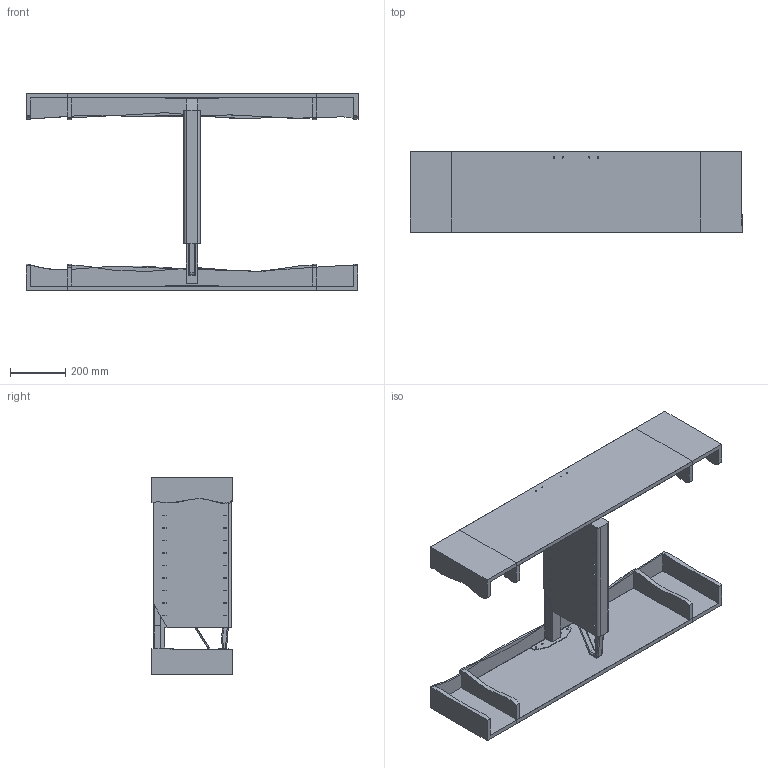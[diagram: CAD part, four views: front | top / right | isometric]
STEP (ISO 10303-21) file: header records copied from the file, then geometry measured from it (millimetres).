
FILE_DESCRIPTION(/* description */ (''),/* implementation_level */ '2;1');
FILE_NAME(/* name */ '3D_500-0184-XX.sat.ipt.stp',/* time_stamp */ '2023-06-20T11:26:12+02:00',/* author */ (''),/* organization */ (''),/* preprocessor_version */ 'ST-DEVELOPER v18.1',/* originating_system */ 'Autodesk Inventor 2021',/* authorisation */ '');
FILE_SCHEMA (('CONFIG_CONTROL_DESIGN'));
Length unit declared in the file: millimetre
Products named in the file (1): 3D_500-0184-XX.sat
Bounding box: 1200 x 291 x 712 mm (x, y, z)
Volume: 32229187.8 mm3; surface area: 3986254.7 mm2
Topology: 6 solids, 6 shells, 518 faces, 1291 edges, 853 vertices
Faces by surface type: plane 385, cylinder 69, bspline 60, torus 4
Full cylindrical faces by diameter (mm): 5 x16, 5.5 x8
Entity records: 18724 total; most frequent: CARTESIAN_POINT 6410, ORIENTED_EDGE 2582, DIRECTION 2223, EDGE_CURVE 1291, LINE 1025, VECTOR 1025, VERTEX_POINT 853, EDGE_LOOP 604
